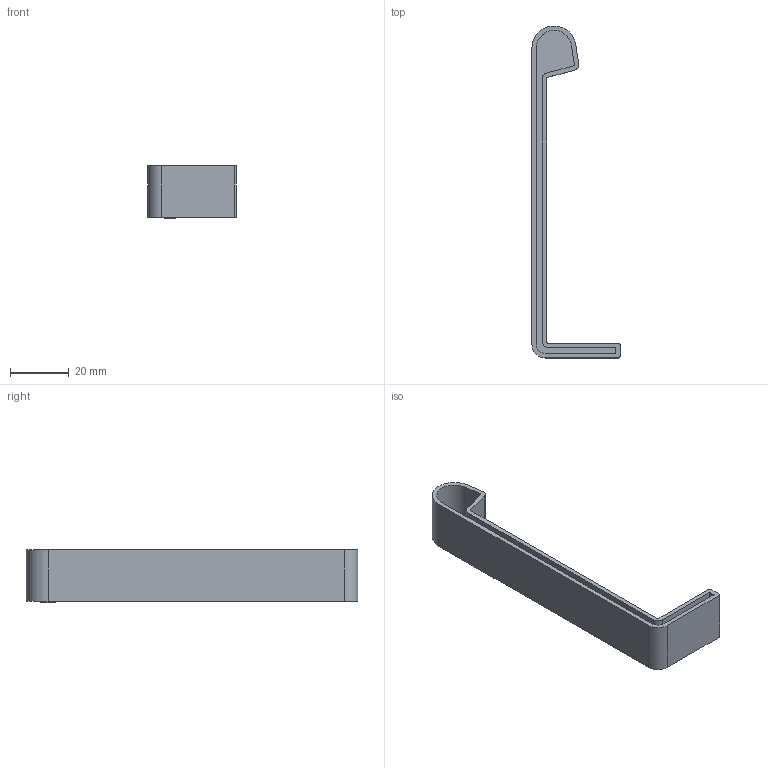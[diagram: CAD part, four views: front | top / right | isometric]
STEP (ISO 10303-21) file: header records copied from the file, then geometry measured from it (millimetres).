
FILE_DESCRIPTION((''),'2;1');
FILE_NAME('6222553','2013-09-17T',('AndreasKeweloh'),(''),'PRO/ENGINEER BY PARAMETRIC TECHNOLOGY CORPORATION, 2012360','PRO/ENGINEER BY PARAMETRIC TECHNOLOGY CORPORATION, 2012360','');
FILE_SCHEMA(('CONFIG_CONTROL_DESIGN'));
Length unit declared in the file: millimetre
Products named in the file (1): 6222553
Bounding box: 30 x 112.98 x 17.8 mm (x, y, z)
Volume: 8202.5 mm3; surface area: 11379.1 mm2
Topology: 1 solids, 1 shells, 72 faces, 201 edges, 134 vertices
Faces by surface type: plane 59, cylinder 13
Entity records: 2329 total; most frequent: CARTESIAN_POINT 407, ORIENTED_EDGE 402, DIRECTION 371, EDGE_CURVE 201, VECTOR 175, LINE 175, VERTEX_POINT 134, AXIS2_PLACEMENT_3D 98
